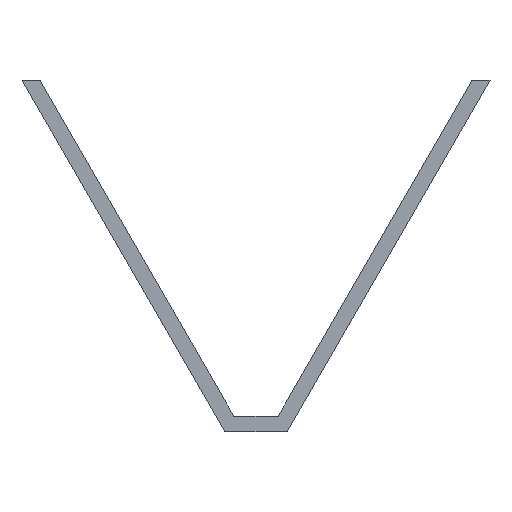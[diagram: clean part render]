
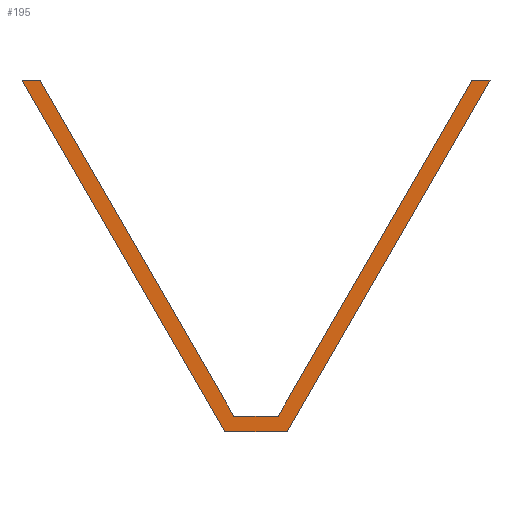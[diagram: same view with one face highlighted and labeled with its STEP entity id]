
A CAD part, top view. The second image highlights one B-rep face of the part: STEP entity #195.
In plain terms, the highlighted planar face has unit normal (0, 0, 1).
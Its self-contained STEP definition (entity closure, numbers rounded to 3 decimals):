
#29=FACE_OUTER_BOUND('',#39,.T.);
#39=EDGE_LOOP('',(#168,#169,#170,#171,#172,#173,#174,#175));
#43=LINE('',#281,#67);
#46=LINE('',#287,#70);
#49=LINE('',#293,#73);
#56=LINE('',#307,#80);
#57=LINE('',#310,#81);
#59=LINE('',#314,#83);
#61=LINE('',#318,#85);
#63=LINE('',#321,#87);
#67=VECTOR('',#233,10.);
#70=VECTOR('',#238,10.);
#73=VECTOR('',#243,10.);
#80=VECTOR('',#254,10.);
#81=VECTOR('',#257,10.);
#83=VECTOR('',#261,10.);
#85=VECTOR('',#265,10.);
#87=VECTOR('',#269,10.);
#89=VERTEX_POINT('',#275);
#91=VERTEX_POINT('',#279);
#93=VERTEX_POINT('',#285);
#95=VERTEX_POINT('',#291);
#100=VERTEX_POINT('',#305);
#101=VERTEX_POINT('',#309);
#102=VERTEX_POINT('',#313);
#103=VERTEX_POINT('',#317);
#107=EDGE_CURVE('',#91,#89,#43,.T.);
#110=EDGE_CURVE('',#93,#91,#46,.T.);
#113=EDGE_CURVE('',#95,#93,#49,.T.);
#120=EDGE_CURVE('',#100,#95,#56,.T.);
#121=EDGE_CURVE('',#101,#89,#57,.T.);
#123=EDGE_CURVE('',#102,#101,#59,.T.);
#125=EDGE_CURVE('',#103,#102,#61,.T.);
#127=EDGE_CURVE('',#100,#103,#63,.T.);
#168=ORIENTED_EDGE('',*,*,#127,.T.);
#169=ORIENTED_EDGE('',*,*,#125,.T.);
#170=ORIENTED_EDGE('',*,*,#123,.T.);
#171=ORIENTED_EDGE('',*,*,#121,.T.);
#172=ORIENTED_EDGE('',*,*,#107,.F.);
#173=ORIENTED_EDGE('',*,*,#110,.F.);
#174=ORIENTED_EDGE('',*,*,#113,.F.);
#175=ORIENTED_EDGE('',*,*,#120,.F.);
#185=PLANE('',#225);
#195=ADVANCED_FACE('',(#29),#185,.T.);
#225=AXIS2_PLACEMENT_3D('',#322,#270,#271);
#233=DIRECTION('',(-0.5,-0.866,0.));
#238=DIRECTION('',(1.,0.,0.));
#243=DIRECTION('',(0.5,0.866,0.));
#254=DIRECTION('',(1.,0.,0.));
#257=DIRECTION('',(1.,0.,0.));
#261=DIRECTION('',(0.5,-0.866,0.));
#265=DIRECTION('',(-1.,0.,0.));
#269=DIRECTION('',(-0.5,0.866,0.));
#270=DIRECTION('center_axis',(0.,0.,1.));
#271=DIRECTION('ref_axis',(1.,0.,0.));
#275=CARTESIAN_POINT('',(20.,0.,2.5));
#279=CARTESIAN_POINT('',(150.,225.167,2.5));
#281=CARTESIAN_POINT('',(150.,225.167,2.5));
#285=CARTESIAN_POINT('',(138.453,225.167,2.5));
#287=CARTESIAN_POINT('',(138.453,225.167,2.5));
#291=CARTESIAN_POINT('',(14.226,10.,2.5));
#293=CARTESIAN_POINT('',(14.226,10.,2.5));
#305=CARTESIAN_POINT('',(-14.226,10.,2.5));
#307=CARTESIAN_POINT('',(0.,10.,2.5));
#309=CARTESIAN_POINT('',(-20.,0.,2.5));
#310=CARTESIAN_POINT('',(-20.,0.,2.5));
#313=CARTESIAN_POINT('',(-150.,225.167,2.5));
#314=CARTESIAN_POINT('',(-150.,225.167,2.5));
#317=CARTESIAN_POINT('',(-138.453,225.167,2.5));
#318=CARTESIAN_POINT('',(-138.453,225.167,2.5));
#321=CARTESIAN_POINT('',(-14.226,10.,2.5));
#322=CARTESIAN_POINT('Origin',(-75.,112.583,2.5));
